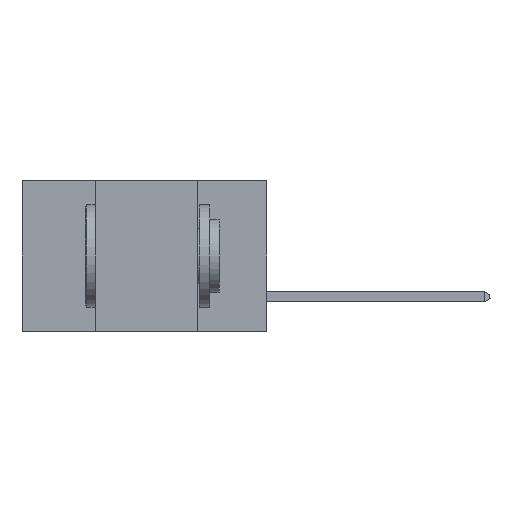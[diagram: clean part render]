
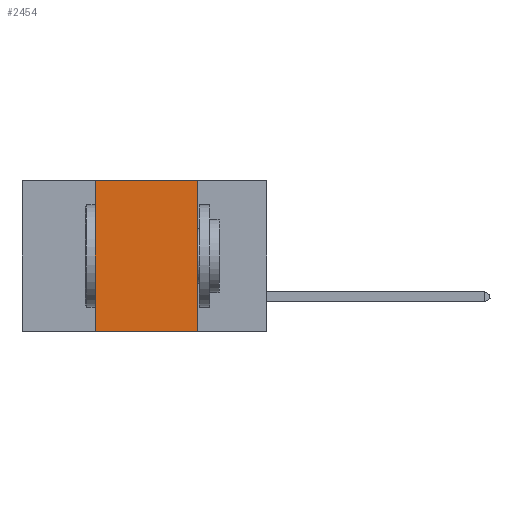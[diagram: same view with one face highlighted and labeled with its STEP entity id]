
A CAD part, left-side view. The second image highlights one B-rep face of the part: STEP entity #2454.
In plain terms, the highlighted planar face has unit normal (-1, 0, 0).
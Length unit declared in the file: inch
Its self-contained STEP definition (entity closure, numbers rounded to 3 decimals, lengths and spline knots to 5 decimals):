
#440 = CARTESIAN_POINT ( 'NONE',  ( 0., 0.17, -0.37 ) ) ;
#485 = EDGE_CURVE ( 'NONE', #6020, #9930, #5636, .T. ) ;
#1051 = ORIENTED_EDGE ( 'NONE', *, *, #485, .F. ) ;
#1488 = FACE_OUTER_BOUND ( 'NONE', #11732, .T. ) ;
#1785 = CARTESIAN_POINT ( 'NONE',  ( 0., 0.17, 0. ) ) ;
#1940 = VERTEX_POINT ( 'NONE', #5440 ) ;
#2266 = DIRECTION ( 'NONE',  ( 0., -1., 0. ) ) ;
#2454 = ADVANCED_FACE ( 'NONE', ( #1488 ), #5416, .F. ) ;
#2786 = AXIS2_PLACEMENT_3D ( 'NONE', #8157, #3327, #2917 ) ;
#2917 = DIRECTION ( 'NONE',  ( 0., 0., -1. ) ) ;
#3087 = VERTEX_POINT ( 'NONE', #10559 ) ;
#3157 = CARTESIAN_POINT ( 'NONE',  ( 0., 0.6, 0. ) ) ;
#3327 = DIRECTION ( 'NONE',  ( 1., 0., 0. ) ) ;
#4526 = DIRECTION ( 'NONE',  ( 0., -1., 0. ) ) ;
#4553 = VECTOR ( 'NONE', #12177, 39.37008 ) ;
#5416 = PLANE ( 'NONE',  #2786 ) ;
#5440 = CARTESIAN_POINT ( 'NONE',  ( 0., 0.42, 0. ) ) ;
#5636 = LINE ( 'NONE', #9192, #4553 ) ;
#5819 = ORIENTED_EDGE ( 'NONE', *, *, #6365, .F. ) ;
#5924 = ORIENTED_EDGE ( 'NONE', *, *, #8434, .F. ) ;
#6020 = VERTEX_POINT ( 'NONE', #1785 ) ;
#6365 = EDGE_CURVE ( 'NONE', #1940, #6020, #6853, .T. ) ;
#6735 = EDGE_CURVE ( 'NONE', #3087, #9930, #8846, .T. ) ;
#6853 = LINE ( 'NONE', #3157, #8697 ) ;
#7332 = CARTESIAN_POINT ( 'NONE',  ( 0., 0.6, -0.37 ) ) ;
#8020 = LINE ( 'NONE', #10155, #10187 ) ;
#8157 = CARTESIAN_POINT ( 'NONE',  ( 0., 0.6, 0. ) ) ;
#8434 = EDGE_CURVE ( 'NONE', #3087, #1940, #8020, .T. ) ;
#8697 = VECTOR ( 'NONE', #2266, 39.37008 ) ;
#8846 = LINE ( 'NONE', #7332, #9316 ) ;
#8882 = ORIENTED_EDGE ( 'NONE', *, *, #6735, .T. ) ;
#9192 = CARTESIAN_POINT ( 'NONE',  ( 0., 0.17, 0. ) ) ;
#9316 = VECTOR ( 'NONE', #4526, 39.37008 ) ;
#9930 = VERTEX_POINT ( 'NONE', #440 ) ;
#10018 = DIRECTION ( 'NONE',  ( 0., 0., 1. ) ) ;
#10155 = CARTESIAN_POINT ( 'NONE',  ( 0., 0.42, 0. ) ) ;
#10187 = VECTOR ( 'NONE', #10018, 39.37008 ) ;
#10559 = CARTESIAN_POINT ( 'NONE',  ( 0., 0.42, -0.37 ) ) ;
#11732 = EDGE_LOOP ( 'NONE', ( #1051, #5819, #5924, #8882 ) ) ;
#12177 = DIRECTION ( 'NONE',  ( 0., 0., -1. ) ) ;
